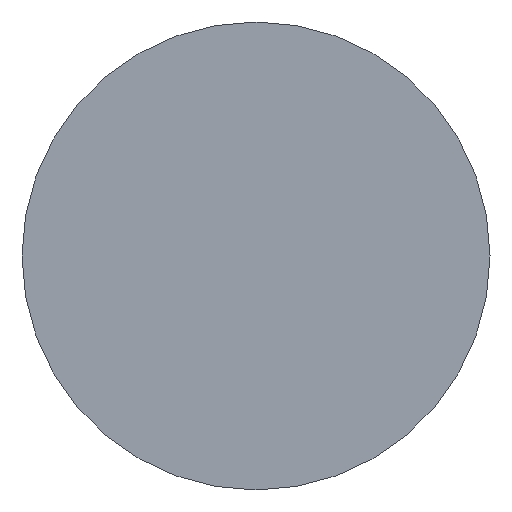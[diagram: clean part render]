
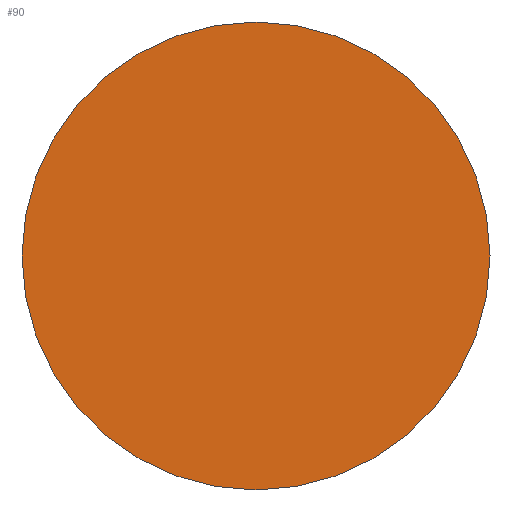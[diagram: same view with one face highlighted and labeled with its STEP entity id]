
A CAD part, left-side view. The second image highlights one B-rep face of the part: STEP entity #90.
In plain terms, the highlighted planar face has unit normal (-1, 0, 0).
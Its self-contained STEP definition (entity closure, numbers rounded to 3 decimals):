
#31=FACE_OUTER_BOUND('',#40,.T.);
#40=EDGE_LOOP('',(#76));
#47=CIRCLE('',#115,2.8);
#53=VERTEX_POINT('',#165);
#59=EDGE_CURVE('',#53,#53,#47,.T.);
#76=ORIENTED_EDGE('',*,*,#59,.F.);
#84=PLANE('',#117);
#90=ADVANCED_FACE('',(#31),#84,.F.);
#115=AXIS2_PLACEMENT_3D('',#166,#139,#140);
#117=AXIS2_PLACEMENT_3D('',#170,#145,#146);
#139=DIRECTION('center_axis',(1.,0.,0.));
#140=DIRECTION('ref_axis',(0.,-1.,0.));
#145=DIRECTION('center_axis',(1.,0.,0.));
#146=DIRECTION('ref_axis',(0.,1.,0.));
#165=CARTESIAN_POINT('',(-2.5,18.098,-2.873));
#166=CARTESIAN_POINT('Origin',(-2.5,15.298,-2.873));
#170=CARTESIAN_POINT('Origin',(-2.5,15.298,-2.873));
